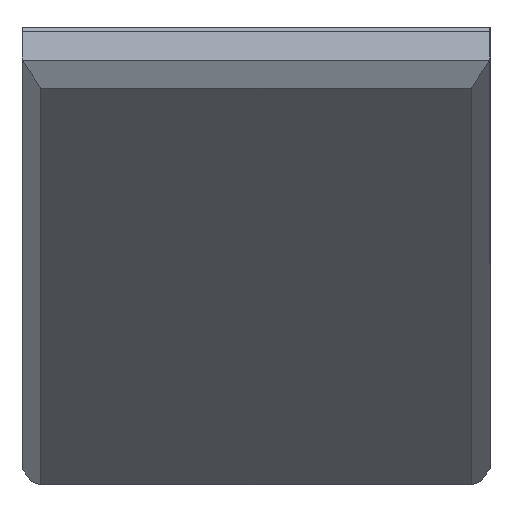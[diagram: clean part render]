
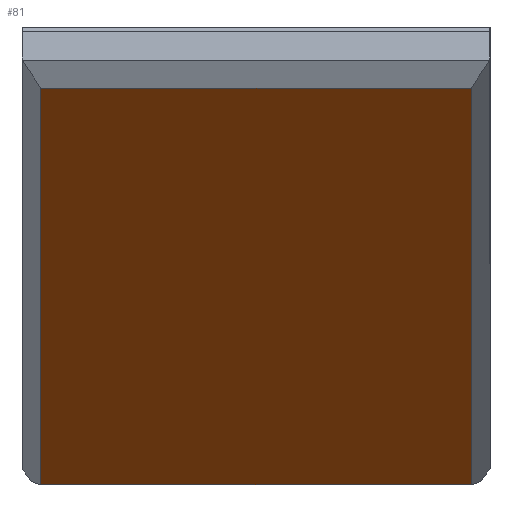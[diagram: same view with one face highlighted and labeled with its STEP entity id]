
A CAD part, left-side view. The second image highlights one B-rep face of the part: STEP entity #81.
In plain terms, the highlighted planar face has unit normal (-0.5, 0, -0.866).
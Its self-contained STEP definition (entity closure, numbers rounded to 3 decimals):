
#81 = ADVANCED_FACE( '', ( #162 ), #163, .F. );
#162 = FACE_OUTER_BOUND( '', #310, .T. );
#163 = PLANE( '', #311 );
#310 = EDGE_LOOP( '', ( #614, #615, #616, #617 ) );
#311 = AXIS2_PLACEMENT_3D( '', #618, #619, #620 );
#614 = ORIENTED_EDGE( '', *, *, #1240, .T. );
#615 = ORIENTED_EDGE( '', *, *, #1166, .T. );
#616 = ORIENTED_EDGE( '', *, *, #1243, .T. );
#617 = ORIENTED_EDGE( '', *, *, #1244, .T. );
#618 = CARTESIAN_POINT( '', ( 0., -12.5, 0. ) );
#619 = DIRECTION( '', ( 0.5, 0., 0.866 ) );
#620 = DIRECTION( '', ( 0.866, 0., -0.5 ) );
#1166 = EDGE_CURVE( '', #1449, #1446, #1450, .T. );
#1240 = EDGE_CURVE( '', #1592, #1449, #1593, .T. );
#1243 = EDGE_CURVE( '', #1446, #1597, #1598, .T. );
#1244 = EDGE_CURVE( '', #1597, #1592, #1599, .T. );
#1446 = VERTEX_POINT( '', #1840 );
#1449 = VERTEX_POINT( '', #1844 );
#1450 = LINE( '', #1845, #1846 );
#1592 = VERTEX_POINT( '', #2030 );
#1593 = LINE( '', #2031, #2032 );
#1597 = VERTEX_POINT( '', #2038 );
#1598 = LINE( '', #2039, #2040 );
#1599 = LINE( '', #2041, #2042 );
#1840 = CARTESIAN_POINT( '', ( -0.866, -11.5, 0.5 ) );
#1844 = CARTESIAN_POINT( '', ( -0.866, 11.5, 0.5 ) );
#1845 = CARTESIAN_POINT( '', ( -0.866, -12.5, 0.5 ) );
#1846 = VECTOR( '', #2318, 1000. );
#2030 = CARTESIAN_POINT( '', ( -37.582, 11.5, 21.698 ) );
#2031 = CARTESIAN_POINT( '', ( 0., 11.5, 0. ) );
#2032 = VECTOR( '', #2454, 1000. );
#2038 = CARTESIAN_POINT( '', ( -37.582, -11.5, 21.698 ) );
#2039 = CARTESIAN_POINT( '', ( 0., -11.5, 0. ) );
#2040 = VECTOR( '', #2457, 1000. );
#2041 = CARTESIAN_POINT( '', ( -37.582, 12.5, 21.698 ) );
#2042 = VECTOR( '', #2458, 1000. );
#2318 = DIRECTION( '', ( 0., -1., 0. ) );
#2454 = DIRECTION( '', ( 0.866, 0., -0.5 ) );
#2457 = DIRECTION( '', ( -0.866, 0., 0.5 ) );
#2458 = DIRECTION( '', ( 0., 1., 0. ) );
